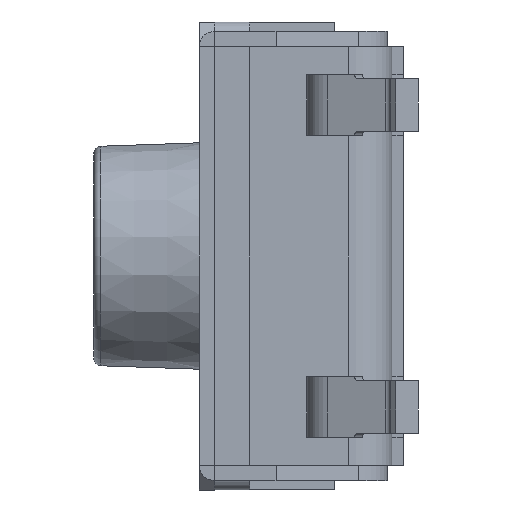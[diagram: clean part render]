
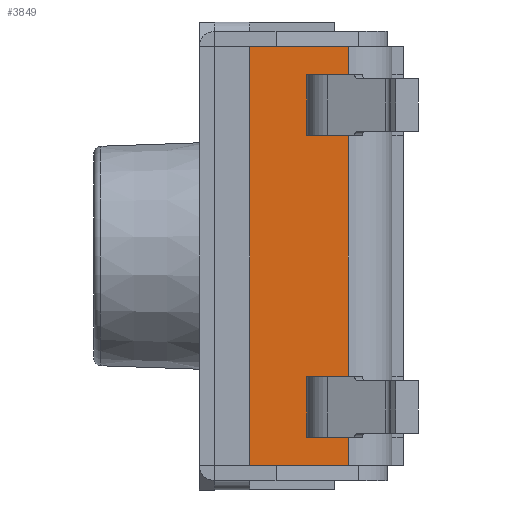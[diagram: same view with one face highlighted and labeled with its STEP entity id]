
A CAD part, left-side view. The second image highlights one B-rep face of the part: STEP entity #3849.
In plain terms, the highlighted planar face has unit normal (-1, 0, 0).
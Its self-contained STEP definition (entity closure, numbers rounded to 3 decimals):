
#490 = DIRECTION ( 'NONE',  ( 0., 0., -1. ) ) ;
#896 = CARTESIAN_POINT ( 'NONE',  ( -3.1, 0.925, 6.483 ) ) ;
#897 = DIRECTION ( 'NONE',  ( 0., 1., 0. ) ) ;
#1041 = EDGE_CURVE ( 'NONE', #3505, #4934, #6163, .T. ) ;
#1487 = CARTESIAN_POINT ( 'NONE',  ( -3.1, 0.925, 2.775 ) ) ;
#1544 = VECTOR ( 'NONE', #490, 1000. ) ;
#1652 = EDGE_CURVE ( 'NONE', #4338, #6524, #5407, .T. ) ;
#1820 = DIRECTION ( 'NONE',  ( 0., 1., 0. ) ) ;
#1821 = DIRECTION ( 'NONE',  ( 0., 0., -1. ) ) ;
#2350 = CARTESIAN_POINT ( 'NONE',  ( -3.1, 2.235, 6.483 ) ) ;
#2717 = ORIENTED_EDGE ( 'NONE', *, *, #6293, .T. ) ;
#2931 = CARTESIAN_POINT ( 'NONE',  ( -3.1, 0.925, 2.775 ) ) ;
#3076 = VECTOR ( 'NONE', #1820, 1000. ) ;
#3200 = ORIENTED_EDGE ( 'NONE', *, *, #5798, .F. ) ;
#3359 = CARTESIAN_POINT ( 'NONE',  ( -3.1, 0.925, -2.775 ) ) ;
#3474 = PLANE ( 'NONE',  #5667 ) ;
#3476 = ORIENTED_EDGE ( 'NONE', *, *, #1041, .T. ) ;
#3505 = VERTEX_POINT ( 'NONE', #3901 ) ;
#3587 = DIRECTION ( 'NONE',  ( 0., 0., 1. ) ) ;
#3849 = ADVANCED_FACE ( 'NONE', ( #5815 ), #3474, .F. ) ;
#3901 = CARTESIAN_POINT ( 'NONE',  ( -3.1, 2.235, 2.775 ) ) ;
#4242 = VECTOR ( 'NONE', #897, 1000. ) ;
#4289 = CARTESIAN_POINT ( 'NONE',  ( -3.1, 0.925, 6.483 ) ) ;
#4338 = VERTEX_POINT ( 'NONE', #1487 ) ;
#4584 = ORIENTED_EDGE ( 'NONE', *, *, #1652, .F. ) ;
#4792 = VECTOR ( 'NONE', #1821, 1000. ) ;
#4934 = VERTEX_POINT ( 'NONE', #6582 ) ;
#5120 = EDGE_LOOP ( 'NONE', ( #2717, #3476, #3200, #4584 ) ) ;
#5407 = LINE ( 'NONE', #4289, #1544 ) ;
#5667 = AXIS2_PLACEMENT_3D ( 'NONE', #896, #6335, #3587 ) ;
#5798 = EDGE_CURVE ( 'NONE', #6524, #4934, #6702, .T. ) ;
#5815 = FACE_OUTER_BOUND ( 'NONE', #5120, .T. ) ;
#5816 = LINE ( 'NONE', #2931, #4242 ) ;
#6163 = LINE ( 'NONE', #2350, #4792 ) ;
#6210 = CARTESIAN_POINT ( 'NONE',  ( -3.1, 0.925, -2.775 ) ) ;
#6293 = EDGE_CURVE ( 'NONE', #4338, #3505, #5816, .T. ) ;
#6335 = DIRECTION ( 'NONE',  ( 1., 0., 0. ) ) ;
#6524 = VERTEX_POINT ( 'NONE', #3359 ) ;
#6582 = CARTESIAN_POINT ( 'NONE',  ( -3.1, 2.235, -2.775 ) ) ;
#6702 = LINE ( 'NONE', #6210, #3076 ) ;
